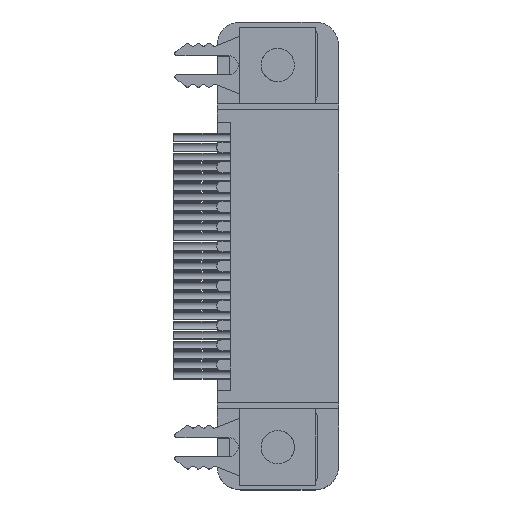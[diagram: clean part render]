
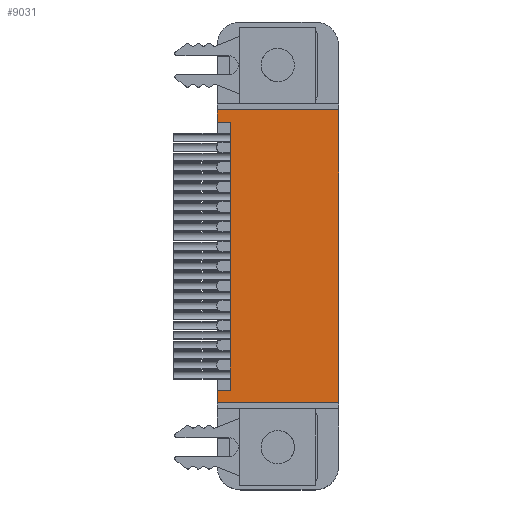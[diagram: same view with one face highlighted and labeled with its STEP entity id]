
A CAD part, top view. The second image highlights one B-rep face of the part: STEP entity #9031.
In plain terms, the highlighted planar face has unit normal (0, 0, 1).
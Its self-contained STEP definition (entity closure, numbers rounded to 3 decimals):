
#966=FACE_OUTER_BOUND('',#1489,.T.);
#1489=EDGE_LOOP('',(#6330,#6331,#6332,#6333,#6334,#6335,#6336,#6337));
#2117=LINE('',#13654,#2925);
#2182=LINE('',#13819,#2990);
#2192=LINE('',#13838,#3000);
#2193=LINE('',#13839,#3001);
#2194=LINE('',#13840,#3002);
#2195=LINE('',#13842,#3003);
#2196=LINE('',#13844,#3004);
#2197=LINE('',#13845,#3005);
#2925=VECTOR('',#10728,0.813);
#2990=VECTOR('',#10911,18.801);
#3000=VECTOR('',#10923,17.175);
#3001=VECTOR('',#10924,0.864);
#3002=VECTOR('',#10925,7.798);
#3003=VECTOR('',#10926,7.798);
#3004=VECTOR('',#10927,0.813);
#3005=VECTOR('',#10928,0.864);
#3753=VERTEX_POINT('',#13651);
#3754=VERTEX_POINT('',#13653);
#3794=VERTEX_POINT('',#13817);
#3795=VERTEX_POINT('',#13818);
#3802=VERTEX_POINT('',#13836);
#3803=VERTEX_POINT('',#13837);
#3804=VERTEX_POINT('',#13841);
#3805=VERTEX_POINT('',#13843);
#4707=EDGE_CURVE('',#3753,#3754,#2117,.T.);
#4789=EDGE_CURVE('',#3794,#3795,#2182,.T.);
#4799=EDGE_CURVE('',#3802,#3803,#2192,.T.);
#4800=EDGE_CURVE('',#3754,#3802,#2193,.T.);
#4801=EDGE_CURVE('',#3795,#3753,#2194,.T.);
#4802=EDGE_CURVE('',#3804,#3794,#2195,.T.);
#4803=EDGE_CURVE('',#3805,#3804,#2196,.T.);
#4804=EDGE_CURVE('',#3803,#3805,#2197,.T.);
#6330=ORIENTED_EDGE('',*,*,#4799,.F.);
#6331=ORIENTED_EDGE('',*,*,#4800,.F.);
#6332=ORIENTED_EDGE('',*,*,#4707,.F.);
#6333=ORIENTED_EDGE('',*,*,#4801,.F.);
#6334=ORIENTED_EDGE('',*,*,#4789,.F.);
#6335=ORIENTED_EDGE('',*,*,#4802,.F.);
#6336=ORIENTED_EDGE('',*,*,#4803,.F.);
#6337=ORIENTED_EDGE('',*,*,#4804,.F.);
#8729=PLANE('',#9620);
#9031=ADVANCED_FACE('',(#966),#8729,.T.);
#9620=AXIS2_PLACEMENT_3D('',#13835,#10921,#10922);
#10728=DIRECTION('',(0.,1.,0.));
#10911=DIRECTION('',(0.,-1.,0.));
#10921=DIRECTION('center_axis',(0.,0.,1.));
#10922=DIRECTION('ref_axis',(0.,-1.,0.));
#10923=DIRECTION('',(0.,1.,0.));
#10924=DIRECTION('',(1.,0.,0.));
#10925=DIRECTION('',(-1.,0.,0.));
#10926=DIRECTION('',(1.,0.,0.));
#10927=DIRECTION('',(0.,1.,0.));
#10928=DIRECTION('',(-1.,0.,0.));
#13651=CARTESIAN_POINT('',(-8.732,-15.858,9.957));
#13653=CARTESIAN_POINT('',(-8.732,-15.045,9.957));
#13654=CARTESIAN_POINT('',(-8.732,-15.858,9.957));
#13817=CARTESIAN_POINT('',(-0.935,2.943,9.957));
#13818=CARTESIAN_POINT('',(-0.935,-15.858,9.957));
#13819=CARTESIAN_POINT('',(-0.935,2.943,9.957));
#13835=CARTESIAN_POINT('Origin',(-8.732,-15.858,9.957));
#13836=CARTESIAN_POINT('',(-7.869,-15.045,9.957));
#13837=CARTESIAN_POINT('',(-7.869,2.13,9.957));
#13838=CARTESIAN_POINT('',(-7.869,-15.045,9.957));
#13839=CARTESIAN_POINT('',(-8.732,-15.045,9.957));
#13840=CARTESIAN_POINT('',(-0.935,-15.858,9.957));
#13841=CARTESIAN_POINT('',(-8.732,2.943,9.957));
#13842=CARTESIAN_POINT('',(-8.732,2.943,9.957));
#13843=CARTESIAN_POINT('',(-8.732,2.13,9.957));
#13844=CARTESIAN_POINT('',(-8.732,2.13,9.957));
#13845=CARTESIAN_POINT('',(-7.869,2.13,9.957));
